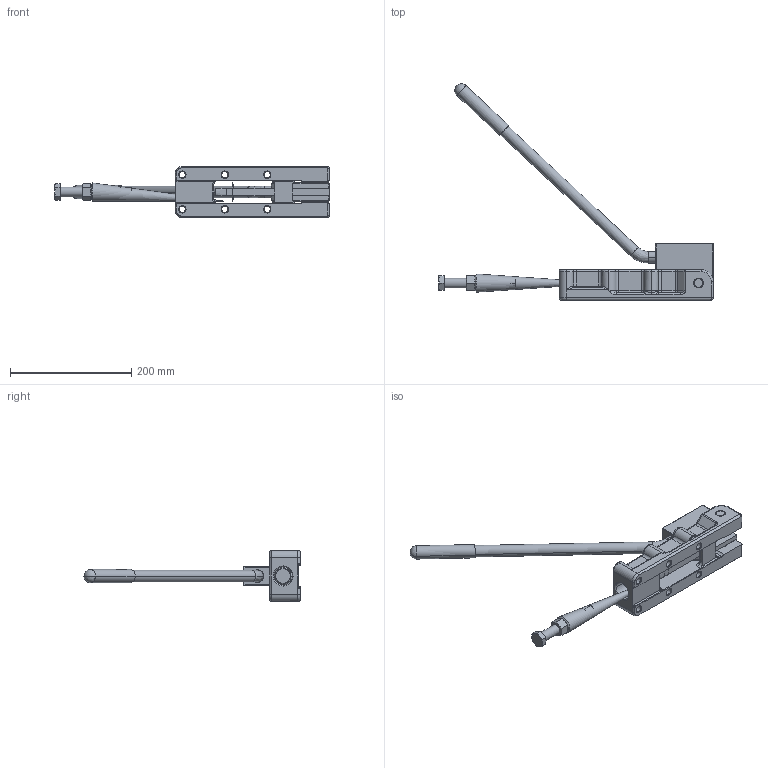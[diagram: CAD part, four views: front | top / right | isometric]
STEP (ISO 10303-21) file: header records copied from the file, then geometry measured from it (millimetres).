
FILE_DESCRIPTION(/* description */ (''),/* implementation_level */ '2;1');
FILE_NAME(/* name */ 'CP105.stp',/* time_stamp */ '2016-03-07T15:47:13+00:00',/* author */ ('carl'),/* organization */ (''),/* preprocessor_version */ 'ST-DEVELOPER v16.1',/* originating_system */ 'Autodesk Inventor 2016',/* authorisation */ '');
FILE_SCHEMA (('AUTOMOTIVE_DESIGN { 1 0 10303 214 3 1 1 }'));
Length unit declared in the file: millimetre
Products named in the file (8): CP105_1; CP105_2; CP105_3; CP105_4; CP105_5; CP105_6; CP105_7; CP105
Assembly tree (7 placements, depth 2):
  CP105
    CP105_1
    CP105_2
    CP105_3
    CP105_4
    CP105_5
    CP105_6
    CP105_7
Bounding box: 452 x 356.33 x 84.49 mm (x, y, z)
Volume: 1038950 mm3; surface area: 225773.2 mm2
Topology: 8 solids, 9 shells, 411 faces, 966 edges, 569 vertices
Faces by surface type: cylinder 134, plane 110, bspline 99, cone 62, sphere 6
Full cylindrical faces by diameter (mm): 10.3 x6, 13.835 x1, 14.15 x2, 16 x2, 22.49 x1, 29.95 x2
Entity records: 16961 total; most frequent: CARTESIAN_POINT 8148, ORIENTED_EDGE 1828, DIRECTION 1735, EDGE_CURVE 914, AXIS2_PLACEMENT_3D 684, VERTEX_POINT 564, EDGE_LOOP 486, FACE_OUTER_BOUND 410
